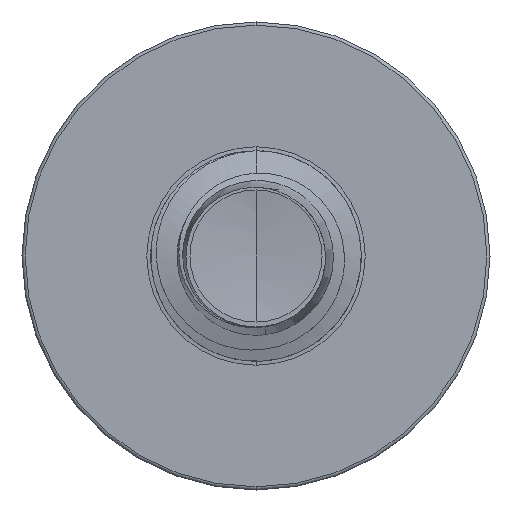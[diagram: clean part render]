
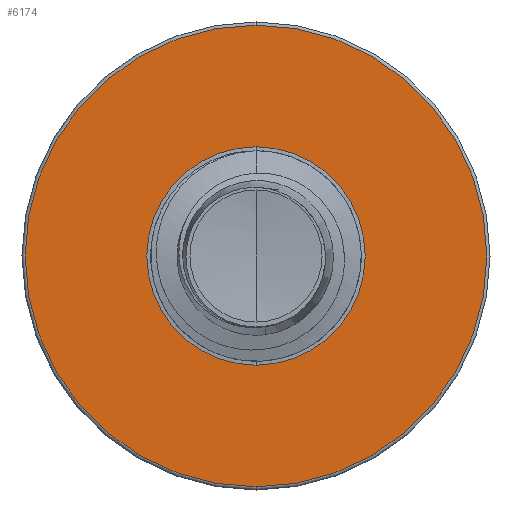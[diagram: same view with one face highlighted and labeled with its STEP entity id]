
A CAD part, front view. The second image highlights one B-rep face of the part: STEP entity #6174.
In plain terms, the highlighted planar face has unit normal (0, -1, 0).
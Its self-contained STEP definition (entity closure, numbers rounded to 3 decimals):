
#85 = FACE_BOUND ( 'NONE', #8787, .T. ) ;
#181 = EDGE_CURVE ( 'NONE', #6689, #619, #2913, .T. ) ;
#619 = VERTEX_POINT ( 'NONE', #7125 ) ;
#973 = EDGE_CURVE ( 'NONE', #619, #6689, #5179, .T. ) ;
#977 = EDGE_CURVE ( 'NONE', #7666, #8279, #2415, .T. ) ;
#1347 = CARTESIAN_POINT ( 'NONE',  ( 0., 1.75, -0.933 ) ) ;
#1510 = DIRECTION ( 'NONE',  ( 0., 0., 1. ) ) ;
#1523 = DIRECTION ( 'NONE',  ( 0., 1., 0. ) ) ;
#1564 = CARTESIAN_POINT ( 'NONE',  ( 0., 1.75, -0.933 ) ) ;
#1580 = PLANE ( 'NONE',  #6757 ) ;
#1921 = CARTESIAN_POINT ( 'NONE',  ( 0., 1.75, 0. ) ) ;
#1936 = DIRECTION ( 'NONE',  ( 0., 1., 0. ) ) ;
#2091 = DIRECTION ( 'NONE',  ( 0., 1., 0. ) ) ;
#2350 = CARTESIAN_POINT ( 'NONE',  ( 0., 1.75, 0. ) ) ;
#2404 = CARTESIAN_POINT ( 'NONE',  ( 0., 1.75, 0. ) ) ;
#2415 = CIRCLE ( 'NONE', #7495, 1.973 ) ;
#2434 = DIRECTION ( 'NONE',  ( 0., 0., 1. ) ) ;
#2913 = CIRCLE ( 'NONE', #7869, 0.933 ) ;
#3115 = DIRECTION ( 'NONE',  ( 0., 0., 1. ) ) ;
#4630 = ORIENTED_EDGE ( 'NONE', *, *, #181, .T. ) ;
#4739 = DIRECTION ( 'NONE',  ( 0., 1., 0. ) ) ;
#4804 = DIRECTION ( 'NONE',  ( 0., 0., 1. ) ) ;
#5179 = CIRCLE ( 'NONE', #7530, 0.933 ) ;
#5603 = ORIENTED_EDGE ( 'NONE', *, *, #973, .T. ) ;
#6029 = EDGE_LOOP ( 'NONE', ( #7152, #6523 ) ) ;
#6174 = ADVANCED_FACE ( 'NONE', ( #9354, #85 ), #1580, .F. ) ;
#6523 = ORIENTED_EDGE ( 'NONE', *, *, #977, .F. ) ;
#6562 = CARTESIAN_POINT ( 'NONE',  ( 0., 1.75, -1.973 ) ) ;
#6566 = AXIS2_PLACEMENT_3D ( 'NONE', #7546, #7540, #7524 ) ;
#6689 = VERTEX_POINT ( 'NONE', #1347 ) ;
#6757 = AXIS2_PLACEMENT_3D ( 'NONE', #1564, #1523, #1510 ) ;
#7125 = CARTESIAN_POINT ( 'NONE',  ( 0., 1.75, 0.933 ) ) ;
#7152 = ORIENTED_EDGE ( 'NONE', *, *, #7996, .F. ) ;
#7241 = CARTESIAN_POINT ( 'NONE',  ( 0., 1.75, 1.973 ) ) ;
#7495 = AXIS2_PLACEMENT_3D ( 'NONE', #1921, #1936, #3115 ) ;
#7524 = DIRECTION ( 'NONE',  ( 0., 0., 1. ) ) ;
#7530 = AXIS2_PLACEMENT_3D ( 'NONE', #2350, #2091, #2434 ) ;
#7540 = DIRECTION ( 'NONE',  ( 0., 1., 0. ) ) ;
#7546 = CARTESIAN_POINT ( 'NONE',  ( 0., 1.75, 0. ) ) ;
#7666 = VERTEX_POINT ( 'NONE', #6562 ) ;
#7867 = CIRCLE ( 'NONE', #6566, 1.973 ) ;
#7869 = AXIS2_PLACEMENT_3D ( 'NONE', #2404, #4739, #4804 ) ;
#7996 = EDGE_CURVE ( 'NONE', #8279, #7666, #7867, .T. ) ;
#8279 = VERTEX_POINT ( 'NONE', #7241 ) ;
#8787 = EDGE_LOOP ( 'NONE', ( #5603, #4630 ) ) ;
#9354 = FACE_OUTER_BOUND ( 'NONE', #6029, .T. ) ;
